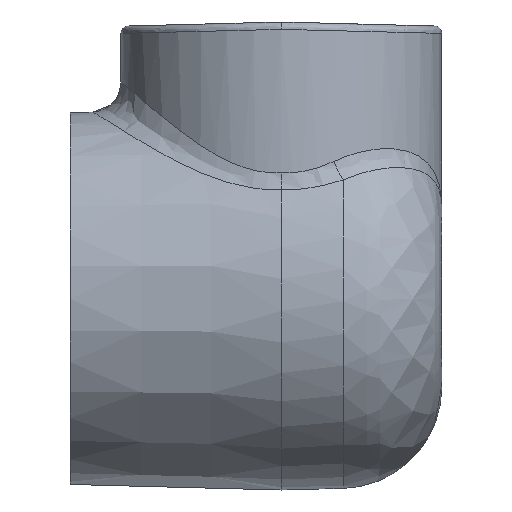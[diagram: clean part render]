
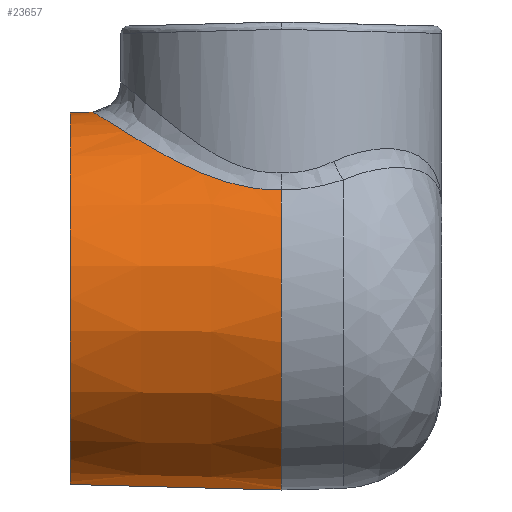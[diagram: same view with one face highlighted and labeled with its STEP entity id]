
A CAD part, left-side view. The second image highlights one B-rep face of the part: STEP entity #23657.
In plain terms, the highlighted conical face has half-angle 1.5 degrees and reference radius 71.928 mm.
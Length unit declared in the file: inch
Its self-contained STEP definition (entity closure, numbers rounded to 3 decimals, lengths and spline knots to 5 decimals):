
#21=CONICAL_SURFACE('',#24609,2.83183,0.026);
#146=CIRCLE('',#24608,2.83183);
#147=CIRCLE('',#24610,2.75);
#1766=B_SPLINE_CURVE_WITH_KNOTS('',3,(#43488,#43489,#43490,#43491,#43492,
#43493,#43494,#43495,#43496,#43497,#43498),.UNSPECIFIED.,.F.,.F.,(4,1,1,
1,1,1,1,1,4),(-22.86691,-21.21827,-19.56963,-17.92099,
-16.27235,-14.62371,-12.97506,-12.15074,
-11.35554),.UNSPECIFIED.);
#3813=FACE_OUTER_BOUND('',#5232,.T.);
#5232=EDGE_LOOP('',(#21873,#21874,#21875,#21876,#21877));
#7482=LINE('',#43887,#9639);
#7483=LINE('',#43890,#9640);
#9639=VECTOR('',#28568,0.3937);
#9640=VECTOR('',#28571,0.3937);
#11896=VERTEX_POINT('',#43485);
#11897=VERTEX_POINT('',#43487);
#11907=VERTEX_POINT('',#43882);
#11908=VERTEX_POINT('',#43886);
#11909=VERTEX_POINT('',#43888);
#15241=EDGE_CURVE('',#11896,#11897,#1766,.T.);
#15262=EDGE_CURVE('',#11897,#11907,#146,.T.);
#15264=EDGE_CURVE('',#11896,#11908,#7482,.T.);
#15265=EDGE_CURVE('',#11909,#11908,#147,.T.);
#15266=EDGE_CURVE('',#11909,#11907,#7483,.T.);
#21873=ORIENTED_EDGE('',*,*,#15241,.F.);
#21874=ORIENTED_EDGE('',*,*,#15264,.T.);
#21875=ORIENTED_EDGE('',*,*,#15265,.F.);
#21876=ORIENTED_EDGE('',*,*,#15266,.T.);
#21877=ORIENTED_EDGE('',*,*,#15262,.F.);
#23657=ADVANCED_FACE('',(#3813),#21,.T.);
#24608=AXIS2_PLACEMENT_3D('',#43883,#28563,#28564);
#24609=AXIS2_PLACEMENT_3D('',#43885,#28566,#28567);
#24610=AXIS2_PLACEMENT_3D('',#43889,#28569,#28570);
#28563=DIRECTION('center_axis',(0.,-1.,0.));
#28564=DIRECTION('ref_axis',(0.,0.,1.));
#28566=DIRECTION('center_axis',(0.,-1.,0.));
#28567=DIRECTION('ref_axis',(0.,0.,1.));
#28568=DIRECTION('',(0.,1.,-0.026));
#28569=DIRECTION('center_axis',(0.,1.,0.));
#28570=DIRECTION('ref_axis',(0.,0.,1.));
#28571=DIRECTION('',(0.,-1.,-0.026));
#43485=CARTESIAN_POINT('',(-4.6875,2.42327,2.75856));
#43487=CARTESIAN_POINT('',(-7.01545,-0.375,1.61243));
#43488=CARTESIAN_POINT('Ctrl Pts',(-4.6875,2.42327,2.75856));
#43489=CARTESIAN_POINT('Ctrl Pts',(-4.87406,2.41365,2.75881));
#43490=CARTESIAN_POINT('Ctrl Pts',(-5.24502,2.34373,2.72202));
#43491=CARTESIAN_POINT('Ctrl Pts',(-5.74914,2.10382,2.5716));
#43492=CARTESIAN_POINT('Ctrl Pts',(-6.17727,1.75962,2.35682));
#43493=CARTESIAN_POINT('Ctrl Pts',(-6.5243,1.33362,2.10872));
#43494=CARTESIAN_POINT('Ctrl Pts',(-6.78964,0.83658,
1.85916));
#43495=CARTESIAN_POINT('Ctrl Pts',(-6.93865,0.35864,
1.68808));
#43496=CARTESIAN_POINT('Ctrl Pts',(-7.00312,-0.05782,
1.61574));
#43497=CARTESIAN_POINT('Ctrl Pts',(-7.01478,-0.27073,
1.60861));
#43498=CARTESIAN_POINT('Ctrl Pts',(-7.01545,-0.375,
1.61243));
#43882=CARTESIAN_POINT('',(-4.6875,-0.375,-2.83183));
#43883=CARTESIAN_POINT('Origin',(-4.6875,-0.375,0.));
#43885=CARTESIAN_POINT('Origin',(-4.6875,-0.375,0.));
#43886=CARTESIAN_POINT('',(-4.6875,2.75,2.75));
#43887=CARTESIAN_POINT('',(-4.6875,-0.375,2.83183));
#43888=CARTESIAN_POINT('',(-4.6875,2.75,-2.75));
#43889=CARTESIAN_POINT('Origin',(-4.6875,2.75,0.));
#43890=CARTESIAN_POINT('',(-4.6875,-0.375,-2.83183));
